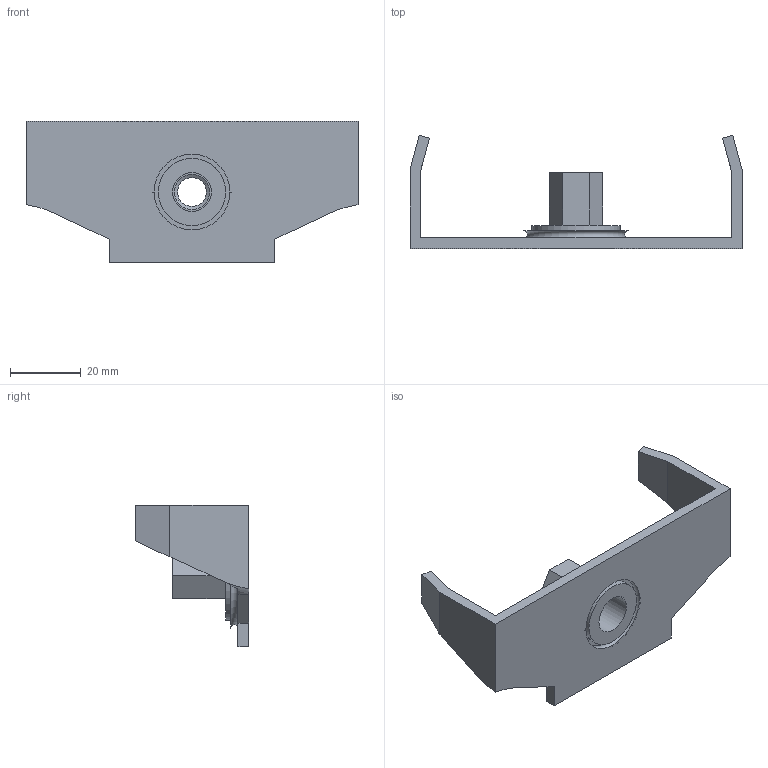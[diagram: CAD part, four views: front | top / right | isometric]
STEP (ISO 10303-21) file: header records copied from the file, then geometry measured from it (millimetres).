
FILE_DESCRIPTION((''),'2;1');
FILE_NAME('6358690_ASM','2013-01-26T',('AndreasKeweloh'),(''),'PRO/ENGINEER BY PARAMETRIC TECHNOLOGY CORPORATION, 2012360','PRO/ENGINEER BY PARAMETRIC TECHNOLOGY CORPORATION, 2012360','');
FILE_SCHEMA(('CONFIG_CONTROL_DESIGN'));
Length unit declared in the file: millimetre
Products named in the file (4): SCHEIBE; HALTEBLECH-F-MAH35; NIET_SECHSKANT-VERN_; 6358690_ASM
Assembly tree (3 placements, depth 2):
  6358690_ASM
    SCHEIBE
    HALTEBLECH-F-MAH35
    NIET_SECHSKANT-VERN_
Bounding box: 94 x 32 x 40 mm (x, y, z)
Volume: 14670.5 mm3; surface area: 12586.2 mm2
Topology: 3 solids, 3 shells, 64 faces, 168 edges, 114 vertices
Faces by surface type: plane 42, cylinder 10, torus 4, bspline 4, cone 4
Entity records: 2497 total; most frequent: CARTESIAN_POINT 796, ORIENTED_EDGE 336, DIRECTION 324, EDGE_CURVE 168, VECTOR 114, LINE 114, VERTEX_POINT 114, AXIS2_PLACEMENT_3D 105
